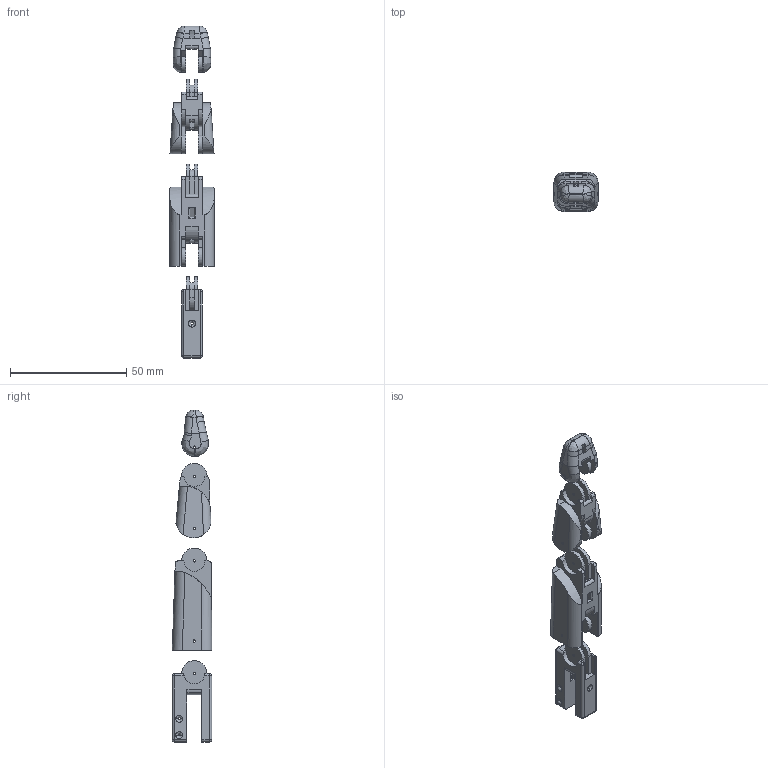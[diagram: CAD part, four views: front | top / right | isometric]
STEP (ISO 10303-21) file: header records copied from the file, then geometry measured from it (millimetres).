
FILE_DESCRIPTION((''),'2;1');
FILE_NAME('INDEX_ASM','2021-08-28T17:41:05',('alexa'),(''),'CREO PARAMETRIC BY PTC INC, 2020281','CREO PARAMETRIC BY PTC INC, 2020281','');
FILE_SCHEMA(('CONFIG_CONTROL_DESIGN'));
Length unit declared in the file: millimetre
Products named in the file (5): L_MA_DM_DISTALIS; L_MA_DM_MEDIA; L_MA_DM_PROXIMALIS; L_MA_DM_METACARPALIA; INDEX_ASM
Assembly tree (4 placements, depth 2):
  INDEX_ASM
    L_MA_DM_DISTALIS
    L_MA_DM_MEDIA
    L_MA_DM_PROXIMALIS
    L_MA_DM_METACARPALIA
Bounding box: 19 x 17 x 143 mm (x, y, z)
Volume: 17566.6 mm3; surface area: 9865.2 mm2
Topology: 4 solids, 4 shells, 346 faces, 981 edges, 628 vertices
Faces by surface type: cylinder 161, plane 153, bspline 12, torus 12, sphere 8
Entity records: 11980 total; most frequent: CARTESIAN_POINT 2720, ORIENTED_EDGE 1962, DIRECTION 1921, EDGE_CURVE 981, AXIS2_PLACEMENT_3D 681, VERTEX_POINT 628, VECTOR 559, LINE 559
